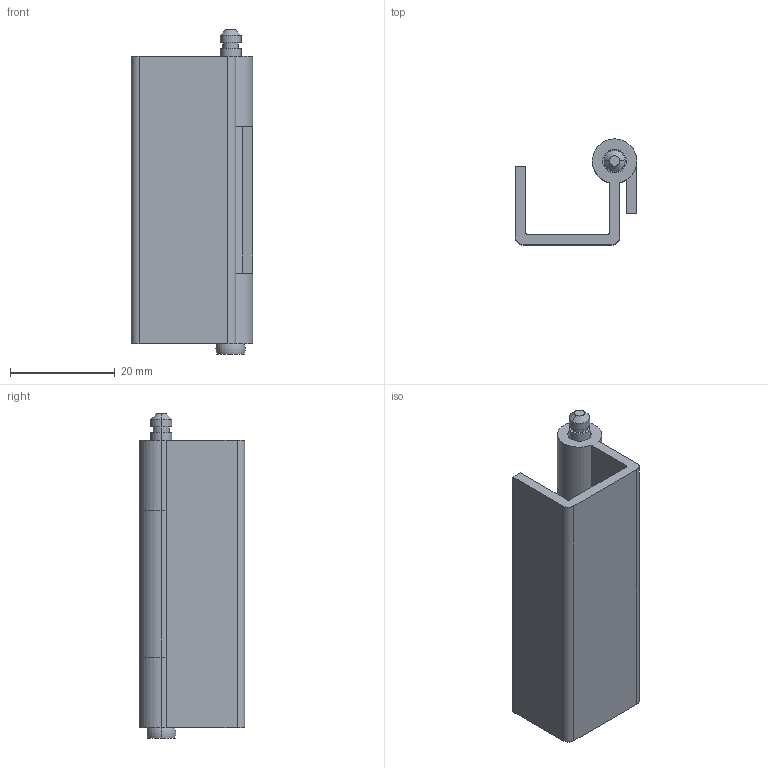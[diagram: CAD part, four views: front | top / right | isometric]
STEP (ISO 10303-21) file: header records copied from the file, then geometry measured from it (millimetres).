
FILE_DESCRIPTION (( 'STEP AP203' ), '1' );
FILE_NAME ('B-1514.STEP', '2009-09-09T07:10:44', ( ' ' ), ( ' ' ), 'SwSTEP 2.0', 'SolidWorks 2007', '' );
FILE_SCHEMA (( 'CONFIG_CONTROL_DESIGN' ));
Length unit declared in the file: millimetre
Products named in the file (4): B-1514; B-1514僸儞僕A__棉太倌; B-1514僸儞僕B__棉太倌; B-1514僺儞__棉太倌
Assembly tree (3 placements, depth 2):
  B-1514
    B-1514僺儞__棉太倌
    B-1514僸儞僕B__棉太倌
    B-1514僸儞僕A__棉太倌
Bounding box: 23.25 x 20.25 x 62 mm (x, y, z)
Volume: 7799.9 mm3; surface area: 8366.2 mm2
Topology: 3 solids, 3 shells, 50 faces, 121 edges, 80 vertices
Faces by surface type: cylinder 24, plane 22, cone 2, torus 2
Entity records: 1911 total; most frequent: DIRECTION 289, CARTESIAN_POINT 257, ORIENTED_EDGE 242, EDGE_CURVE 121, AXIS2_PLACEMENT_3D 112, VERTEX_POINT 80, VECTOR 65, LINE 65
